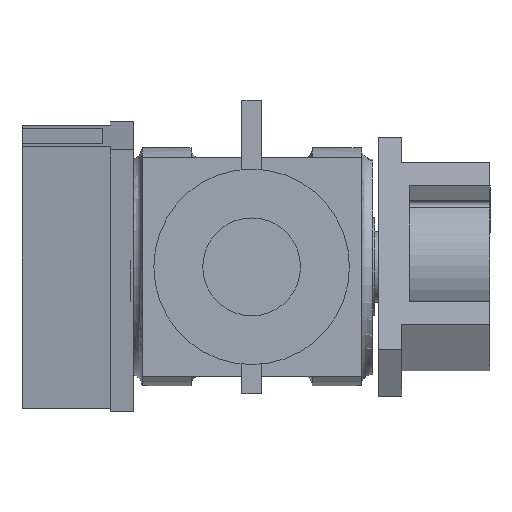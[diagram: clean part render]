
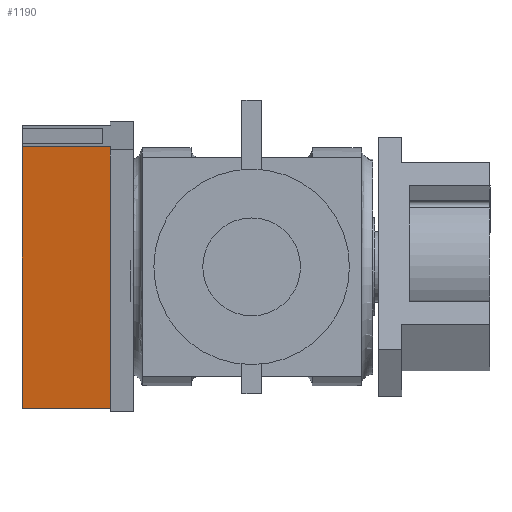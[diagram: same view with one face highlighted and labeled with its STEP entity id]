
A CAD part, left-side view. The second image highlights one B-rep face of the part: STEP entity #1190.
In plain terms, the highlighted face is planar.
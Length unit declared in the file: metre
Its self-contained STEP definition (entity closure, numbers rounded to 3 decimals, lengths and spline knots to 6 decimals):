
#65=PLANE('',#1333);
#134=LINE('',#1893,#230);
#140=LINE('',#1904,#236);
#147=LINE('',#1918,#243);
#148=LINE('',#1923,#244);
#230=VECTOR('',#1506,1.);
#236=VECTOR('',#1516,1.);
#243=VECTOR('',#1525,1.);
#244=VECTOR('',#1532,1.);
#363=ORIENTED_EDGE('',*,*,#667,.T.);
#364=ORIENTED_EDGE('',*,*,#654,.F.);
#365=ORIENTED_EDGE('',*,*,#669,.F.);
#366=ORIENTED_EDGE('',*,*,#660,.T.);
#654=EDGE_CURVE('',#812,#813,#134,.T.);
#660=EDGE_CURVE('',#816,#815,#140,.T.);
#667=EDGE_CURVE('',#815,#813,#147,.T.);
#669=EDGE_CURVE('',#816,#812,#148,.T.);
#812=VERTEX_POINT('',#1892);
#813=VERTEX_POINT('',#1894);
#815=VERTEX_POINT('',#1903);
#816=VERTEX_POINT('',#1905);
#962=EDGE_LOOP('',(#363,#364,#365,#366));
#1068=FACE_BOUND('',#962,.T.);
#1190=ADVANCED_FACE('',(#1068),#65,.F.);
#1333=AXIS2_PLACEMENT_3D('',#1922,#1530,#1531);
#1506=DIRECTION('',(0.,1.,0.));
#1516=DIRECTION('',(0.,1.,0.));
#1525=DIRECTION('',(0.,0.,-1.));
#1530=DIRECTION('',(1.,0.,0.));
#1531=DIRECTION('',(0.,0.,-1.));
#1532=DIRECTION('',(0.,0.,-1.));
#1892=CARTESIAN_POINT('',(0.013,-0.057,0.));
#1893=CARTESIAN_POINT('',(0.013,-0.057,0.));
#1894=CARTESIAN_POINT('',(0.013,-0.012,0.));
#1903=CARTESIAN_POINT('',(0.013,-0.012,0.135));
#1904=CARTESIAN_POINT('',(0.013,-0.057,0.135));
#1905=CARTESIAN_POINT('',(0.013,-0.057,0.135));
#1918=CARTESIAN_POINT('',(0.013,-0.012,0.0675));
#1922=CARTESIAN_POINT('',(0.013,-0.057,0.0675));
#1923=CARTESIAN_POINT('',(0.013,-0.057,0.0675));
